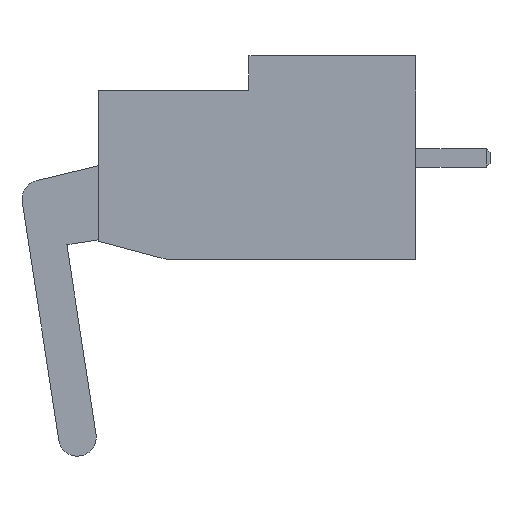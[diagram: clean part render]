
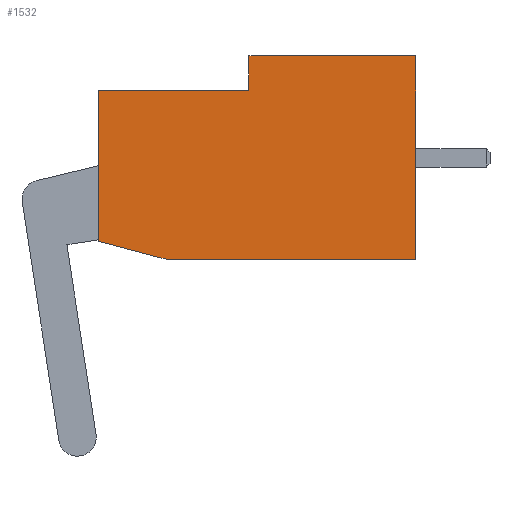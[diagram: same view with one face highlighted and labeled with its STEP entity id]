
A CAD part, left-side view. The second image highlights one B-rep face of the part: STEP entity #1532.
In plain terms, the highlighted planar face has unit normal (-1, 0, 0).
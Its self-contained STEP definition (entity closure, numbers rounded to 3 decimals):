
#118=DIRECTION('',(0.,0.,1.));
#119=VECTOR('',#118,11.);
#120=CARTESIAN_POINT('',(-5.,0.,-5.5));
#121=LINE('',#120,#119);
#181=DIRECTION('',(0.,1.,0.));
#182=VECTOR('',#181,9.);
#183=CARTESIAN_POINT('',(-5.,0.,5.5));
#184=LINE('',#183,#182);
#188=DIRECTION('',(0.,-0.966,-0.259));
#189=VECTOR('',#188,3.864);
#190=CARTESIAN_POINT('',(-5.,17.1,-4.5));
#191=LINE('',#190,#189);
#314=DIRECTION('',(0.,-1.,0.));
#315=VECTOR('',#314,13.368);
#316=CARTESIAN_POINT('',(-5.,13.368,-5.5));
#317=LINE('',#316,#315);
#594=DIRECTION('',(0.,0.,1.));
#595=VECTOR('',#594,1.85);
#596=CARTESIAN_POINT('',(-5.,9.,3.65));
#597=LINE('',#596,#595);
#601=DIRECTION('',(0.,1.,0.));
#602=VECTOR('',#601,8.1);
#603=CARTESIAN_POINT('',(-5.,9.,3.65));
#604=LINE('',#603,#602);
#629=DIRECTION('',(0.,0.,1.));
#630=VECTOR('',#629,8.15);
#631=CARTESIAN_POINT('',(-5.,17.1,-4.5));
#632=LINE('',#631,#630);
#1250=CARTESIAN_POINT('',(-5.,0.,5.5));
#1252=VERTEX_POINT('',#1250);
#1256=CARTESIAN_POINT('',(-5.,0.,-5.5));
#1257=VERTEX_POINT('',#1256);
#1258=CARTESIAN_POINT('',(-5.,9.,5.5));
#1260=VERTEX_POINT('',#1258);
#1262=CARTESIAN_POINT('',(-5.,17.1,3.65));
#1264=VERTEX_POINT('',#1262);
#1266=CARTESIAN_POINT('',(-5.,9.,3.65));
#1268=VERTEX_POINT('',#1266);
#1334=CARTESIAN_POINT('',(-5.,17.1,-4.5));
#1335=CARTESIAN_POINT('',(-5.,13.368,-5.5));
#1336=VERTEX_POINT('',#1334);
#1337=VERTEX_POINT('',#1335);
#1513=CARTESIAN_POINT('',(-5.,0.,-5.5));
#1514=DIRECTION('',(-1.,0.,0.));
#1515=DIRECTION('',(0.,0.,1.));
#1516=AXIS2_PLACEMENT_3D('',#1513,#1514,#1515);
#1517=PLANE('',#1516);
#1519=ORIENTED_EDGE('',*,*,#1518,.F.);
#1521=ORIENTED_EDGE('',*,*,#1520,.T.);
#1523=ORIENTED_EDGE('',*,*,#1522,.F.);
#1525=ORIENTED_EDGE('',*,*,#1524,.T.);
#1526=ORIENTED_EDGE('',*,*,#1504,.F.);
#1527=ORIENTED_EDGE('',*,*,#1473,.F.);
#1529=ORIENTED_EDGE('',*,*,#1528,.F.);
#1530=EDGE_LOOP('',(#1519,#1521,#1523,#1525,#1526,#1527,#1529));
#1531=FACE_OUTER_BOUND('',#1530,.F.);
#1473=EDGE_CURVE('',#1257,#1252,#121,.T.);
#1504=EDGE_CURVE('',#1252,#1260,#184,.T.);
#1518=EDGE_CURVE('',#1336,#1337,#191,.T.);
#1520=EDGE_CURVE('',#1336,#1264,#632,.T.);
#1522=EDGE_CURVE('',#1268,#1264,#604,.T.);
#1524=EDGE_CURVE('',#1268,#1260,#597,.T.);
#1528=EDGE_CURVE('',#1337,#1257,#317,.T.);
#1532=ADVANCED_FACE('',(#1531),#1517,.T.);
